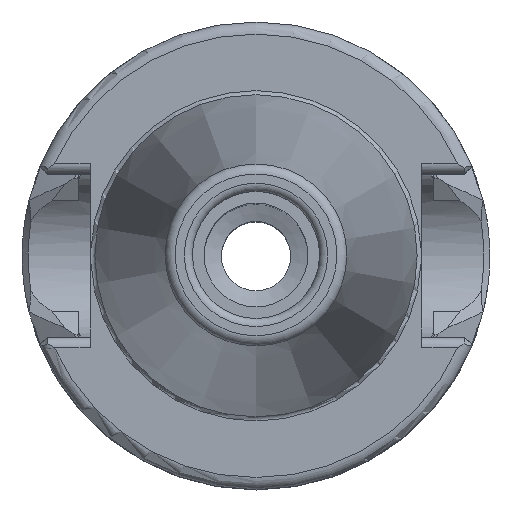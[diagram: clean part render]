
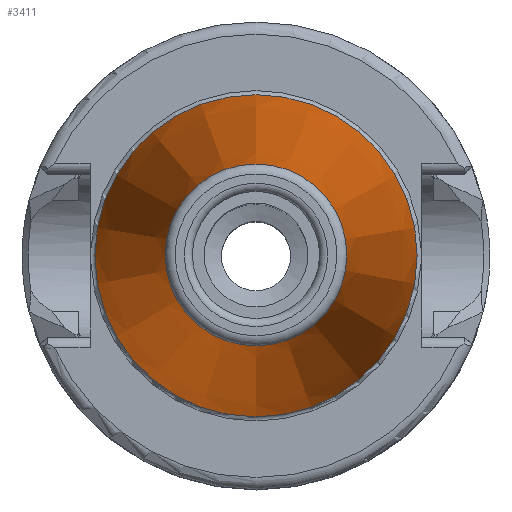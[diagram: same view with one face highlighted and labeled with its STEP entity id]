
A CAD part, top view. The second image highlights one B-rep face of the part: STEP entity #3411.
In plain terms, the highlighted conical face has half-angle 8.297 degrees and reference radius 12.394 mm.
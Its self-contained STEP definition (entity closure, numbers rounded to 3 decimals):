
#173=CONICAL_SURFACE('',#3798,12.394,0.145);
#319=CIRCLE('',#3738,8.941);
#320=CIRCLE('',#3739,8.941);
#354=CIRCLE('',#3797,15.846);
#591=FACE_OUTER_BOUND('',#792,.T.);
#792=EDGE_LOOP('',(#3212,#3213,#3214,#3215,#3216));
#1111=LINE('',#7299,#1317);
#1317=VECTOR('',#4734,12.394);
#1627=VERTEX_POINT('',#7193);
#1628=VERTEX_POINT('',#7195);
#1656=VERTEX_POINT('',#7295);
#2126=EDGE_CURVE('',#1627,#1628,#319,.T.);
#2127=EDGE_CURVE('',#1628,#1627,#320,.T.);
#2174=EDGE_CURVE('',#1656,#1656,#354,.T.);
#2176=EDGE_CURVE('',#1628,#1656,#1111,.T.);
#3212=ORIENTED_EDGE('',*,*,#2127,.F.);
#3213=ORIENTED_EDGE('',*,*,#2176,.T.);
#3214=ORIENTED_EDGE('',*,*,#2174,.T.);
#3215=ORIENTED_EDGE('',*,*,#2176,.F.);
#3216=ORIENTED_EDGE('',*,*,#2126,.F.);
#3411=ADVANCED_FACE('',(#591),#173,.T.);
#3738=AXIS2_PLACEMENT_3D('',#7196,#4598,#4599);
#3739=AXIS2_PLACEMENT_3D('',#7197,#4600,#4601);
#3797=AXIS2_PLACEMENT_3D('',#7296,#4729,#4730);
#3798=AXIS2_PLACEMENT_3D('',#7298,#4732,#4733);
#4598=DIRECTION('center_axis',(0.,0.,1.));
#4599=DIRECTION('ref_axis',(-1.,0.,0.));
#4600=DIRECTION('center_axis',(0.,0.,1.));
#4601=DIRECTION('ref_axis',(-1.,0.,0.));
#4729=DIRECTION('center_axis',(0.,0.,1.));
#4730=DIRECTION('ref_axis',(-1.,0.,0.));
#4732=DIRECTION('center_axis',(0.,0.,-1.));
#4733=DIRECTION('ref_axis',(0.,1.,0.));
#4734=DIRECTION('',(0.,-0.144,-0.99));
#7193=CARTESIAN_POINT('',(-8.941,0.,47.544));
#7195=CARTESIAN_POINT('',(0.,-8.941,47.544));
#7196=CARTESIAN_POINT('Origin',(0.,0.,47.544));
#7197=CARTESIAN_POINT('Origin',(0.,0.,47.544));
#7295=CARTESIAN_POINT('',(0.,-15.846,0.2));
#7296=CARTESIAN_POINT('Origin',(0.,0.,0.2));
#7298=CARTESIAN_POINT('Origin',(0.,0.,23.872));
#7299=CARTESIAN_POINT('',(0.,-12.394,23.872));
